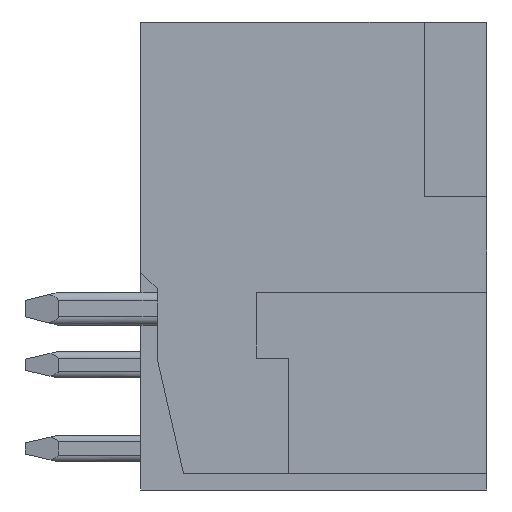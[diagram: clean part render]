
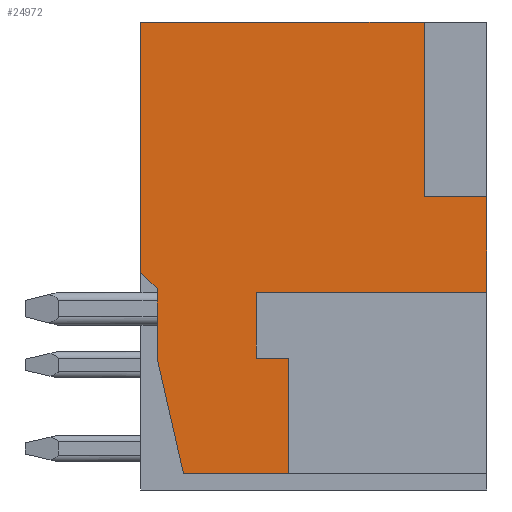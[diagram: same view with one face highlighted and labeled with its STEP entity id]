
A CAD part, front view. The second image highlights one B-rep face of the part: STEP entity #24972.
In plain terms, the highlighted planar face has unit normal (0, -1, 0).
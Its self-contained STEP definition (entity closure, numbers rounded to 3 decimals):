
#117=DIRECTION('',(1.,0.,0.));
#118=VECTOR('',#117,7.);
#119=CARTESIAN_POINT('',(-1.75,-50.77,-1.1));
#120=LINE('',#119,#118);
#578=DIRECTION('',(0.223,0.,-0.975));
#579=VECTOR('',#578,3.59);
#580=CARTESIAN_POINT('',(-4.75,-50.77,-3.1));
#581=LINE('',#580,#579);
#582=DIRECTION('',(0.,0.,1.));
#583=VECTOR('',#582,2.1);
#584=CARTESIAN_POINT('',(-4.75,-50.77,-3.1));
#585=LINE('',#584,#583);
#586=DIRECTION('',(0.707,0.,-0.707));
#587=VECTOR('',#586,0.707);
#588=CARTESIAN_POINT('',(-5.25,-50.77,-0.5));
#589=LINE('',#588,#587);
#590=DIRECTION('',(0.,0.,-1.));
#591=VECTOR('',#590,7.6);
#592=CARTESIAN_POINT('',(-5.25,-50.77,7.1));
#593=LINE('',#592,#591);
#594=DIRECTION('',(-1.,0.,0.));
#595=VECTOR('',#594,8.6);
#596=CARTESIAN_POINT('',(3.35,-50.77,7.1));
#597=LINE('',#596,#595);
#598=DIRECTION('',(0.,0.,-1.));
#599=VECTOR('',#598,5.3);
#600=CARTESIAN_POINT('',(3.35,-50.77,7.1));
#601=LINE('',#600,#599);
#602=DIRECTION('',(-1.,0.,0.));
#603=VECTOR('',#602,1.9);
#604=CARTESIAN_POINT('',(5.25,-50.77,1.8));
#605=LINE('',#604,#603);
#606=DIRECTION('',(0.,0.,1.));
#607=VECTOR('',#606,2.9);
#608=CARTESIAN_POINT('',(5.25,-50.77,-1.1));
#609=LINE('',#608,#607);
#610=DIRECTION('',(0.,0.,-1.));
#611=VECTOR('',#610,2.);
#612=CARTESIAN_POINT('',(-1.75,-50.77,-1.1));
#613=LINE('',#612,#611);
#614=DIRECTION('',(1.,0.,0.));
#615=VECTOR('',#614,1.);
#616=CARTESIAN_POINT('',(-1.75,-50.77,-3.1));
#617=LINE('',#616,#615);
#618=DIRECTION('',(0.,0.,1.));
#619=VECTOR('',#618,3.5);
#620=CARTESIAN_POINT('',(-0.75,-50.77,-6.6));
#621=LINE('',#620,#619);
#622=DIRECTION('',(1.,0.,0.));
#623=VECTOR('',#622,3.2);
#624=CARTESIAN_POINT('',(-3.95,-50.77,-6.6));
#625=LINE('',#624,#623);
#19311=CARTESIAN_POINT('',(-5.25,-50.77,7.1));
#19313=VERTEX_POINT('',#19311);
#19341=CARTESIAN_POINT('',(3.35,-50.77,7.1));
#19342=VERTEX_POINT('',#19341);
#19343=CARTESIAN_POINT('',(5.25,-50.77,1.8));
#19345=VERTEX_POINT('',#19343);
#19353=CARTESIAN_POINT('',(3.35,-50.77,1.8));
#19354=VERTEX_POINT('',#19353);
#19393=CARTESIAN_POINT('',(5.25,-50.77,-1.1));
#19394=VERTEX_POINT('',#19393);
#19399=CARTESIAN_POINT('',(-1.75,-50.77,-3.1));
#19400=CARTESIAN_POINT('',(-0.75,-50.77,-3.1));
#19401=VERTEX_POINT('',#19399);
#19402=VERTEX_POINT('',#19400);
#19405=CARTESIAN_POINT('',(-0.75,-50.77,-6.6));
#19406=VERTEX_POINT('',#19405);
#19407=CARTESIAN_POINT('',(-1.75,-50.77,-1.1));
#19408=VERTEX_POINT('',#19407);
#19411=CARTESIAN_POINT('',(-5.25,-50.77,-0.5));
#19412=CARTESIAN_POINT('',(-4.75,-50.77,-1.));
#19413=VERTEX_POINT('',#19411);
#19414=VERTEX_POINT('',#19412);
#19427=CARTESIAN_POINT('',(-4.75,-50.77,-3.1));
#19428=CARTESIAN_POINT('',(-3.95,-50.77,-6.6));
#19429=VERTEX_POINT('',#19427);
#19430=VERTEX_POINT('',#19428);
#24944=CARTESIAN_POINT('',(0.,-50.77,0.));
#24945=DIRECTION('',(0.,-1.,0.));
#24946=DIRECTION('',(1.,0.,0.));
#24947=AXIS2_PLACEMENT_3D('',#24944,#24945,#24946);
#24948=PLANE('',#24947);
#24949=ORIENTED_EDGE('',*,*,#24935,.F.);
#24950=ORIENTED_EDGE('',*,*,#24875,.T.);
#24952=ORIENTED_EDGE('',*,*,#24951,.F.);
#24954=ORIENTED_EDGE('',*,*,#24953,.F.);
#24956=ORIENTED_EDGE('',*,*,#24955,.F.);
#24958=ORIENTED_EDGE('',*,*,#24957,.T.);
#24960=ORIENTED_EDGE('',*,*,#24959,.F.);
#24962=ORIENTED_EDGE('',*,*,#24961,.F.);
#24963=ORIENTED_EDGE('',*,*,#24376,.F.);
#24964=ORIENTED_EDGE('',*,*,#24434,.T.);
#24966=ORIENTED_EDGE('',*,*,#24965,.T.);
#24968=ORIENTED_EDGE('',*,*,#24967,.F.);
#24969=ORIENTED_EDGE('',*,*,#24557,.F.);
#24970=EDGE_LOOP('',(#24949,#24950,#24952,#24954,#24956,#24958,#24960,#24962,
#24963,#24964,#24966,#24968,#24969));
#24971=FACE_OUTER_BOUND('',#24970,.F.);
#24972=ADVANCED_FACE('',(#24971),#24948,.T.);
#24376=EDGE_CURVE('',#19408,#19394,#120,.T.);
#24434=EDGE_CURVE('',#19408,#19401,#613,.T.);
#24557=EDGE_CURVE('',#19430,#19406,#625,.T.);
#24875=EDGE_CURVE('',#19429,#19414,#585,.T.);
#24935=EDGE_CURVE('',#19429,#19430,#581,.T.);
#24951=EDGE_CURVE('',#19413,#19414,#589,.T.);
#24953=EDGE_CURVE('',#19313,#19413,#593,.T.);
#24955=EDGE_CURVE('',#19342,#19313,#597,.T.);
#24957=EDGE_CURVE('',#19342,#19354,#601,.T.);
#24959=EDGE_CURVE('',#19345,#19354,#605,.T.);
#24961=EDGE_CURVE('',#19394,#19345,#609,.T.);
#24965=EDGE_CURVE('',#19401,#19402,#617,.T.);
#24967=EDGE_CURVE('',#19406,#19402,#621,.T.);
